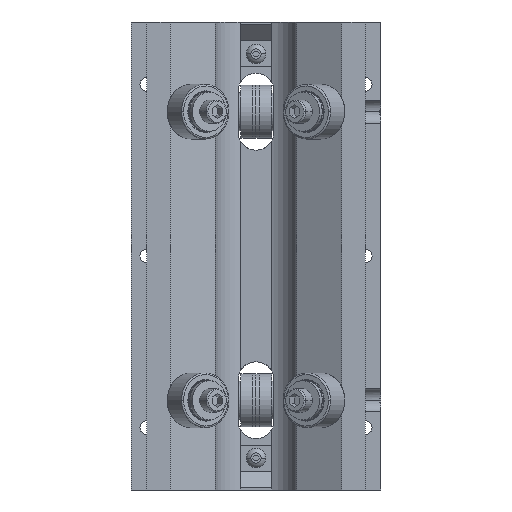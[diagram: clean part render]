
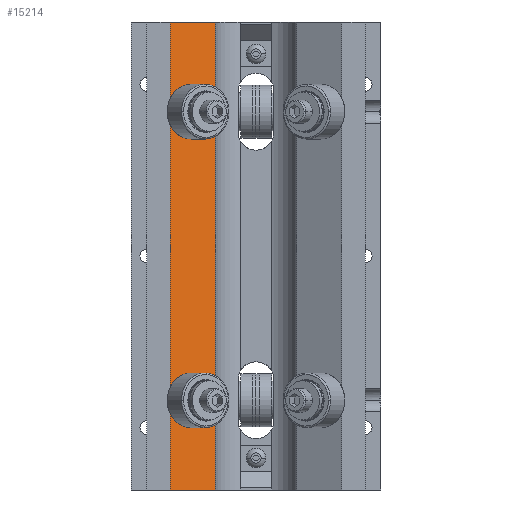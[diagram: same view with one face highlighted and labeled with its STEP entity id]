
A CAD part, front view. The second image highlights one B-rep face of the part: STEP entity #15214.
In plain terms, the highlighted planar face has unit normal (0.5, -0.866, 0).
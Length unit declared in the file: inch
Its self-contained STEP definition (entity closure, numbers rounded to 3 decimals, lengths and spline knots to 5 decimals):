
#305 = DIRECTION ( 'NONE',  ( 0.866, 0.5, 0. ) ) ;
#455 = CARTESIAN_POINT ( 'NONE',  ( -0.65333, -0.0468, -3.75 ) ) ;
#775 = DIRECTION ( 'NONE',  ( 0.866, 0.5, 0. ) ) ;
#910 = VERTEX_POINT ( 'NONE', #2262 ) ;
#1135 = ORIENTED_EDGE ( 'NONE', *, *, #21500, .T. ) ;
#1231 = DIRECTION ( 'NONE',  ( 0.866, 0.5, 0. ) ) ;
#1535 = VECTOR ( 'NONE', #1701, 39.37008 ) ;
#1701 = DIRECTION ( 'NONE',  ( 0., 0., 1. ) ) ;
#1903 = VERTEX_POINT ( 'NONE', #3137 ) ;
#1908 = VECTOR ( 'NONE', #3414, 39.37008 ) ;
#1937 = LINE ( 'NONE', #2047, #1535 ) ;
#2047 = CARTESIAN_POINT ( 'NONE',  ( -1.37593, -0.464, -3.75 ) ) ;
#2152 = DIRECTION ( 'NONE',  ( 0.866, 0.5, 0. ) ) ;
#2262 = CARTESIAN_POINT ( 'NONE',  ( -0.65333, -0.0468, 3.75 ) ) ;
#2396 = EDGE_CURVE ( 'NONE', #16698, #1903, #11762, .T. ) ;
#2622 = VECTOR ( 'NONE', #4868, 39.37008 ) ;
#2916 = ORIENTED_EDGE ( 'NONE', *, *, #8937, .T. ) ;
#2922 = CARTESIAN_POINT ( 'NONE',  ( -1.37593, -0.464, -3.75 ) ) ;
#2927 = ORIENTED_EDGE ( 'NONE', *, *, #14565, .T. ) ;
#3137 = CARTESIAN_POINT ( 'NONE',  ( -0.96124, -0.22458, 2.3125 ) ) ;
#3414 = DIRECTION ( 'NONE',  ( 0., 0., 1. ) ) ;
#3444 = ORIENTED_EDGE ( 'NONE', *, *, #11332, .F. ) ;
#3732 = CARTESIAN_POINT ( 'NONE',  ( -1.37593, -0.464, 3.75 ) ) ;
#4021 = VERTEX_POINT ( 'NONE', #455 ) ;
#4117 = ORIENTED_EDGE ( 'NONE', *, *, #9690, .F. ) ;
#4484 = CARTESIAN_POINT ( 'NONE',  ( -1.06971, -0.28721, 2.3125 ) ) ;
#4552 = FACE_OUTER_BOUND ( 'NONE', #4790, .T. ) ;
#4790 = EDGE_LOOP ( 'NONE', ( #4117, #3444, #23222, #2927 ) ) ;
#4868 = DIRECTION ( 'NONE',  ( 0.866, 0.5, 0. ) ) ;
#6199 = FACE_BOUND ( 'NONE', #11160, .T. ) ;
#6278 = LINE ( 'NONE', #22872, #2622 ) ;
#6328 = AXIS2_PLACEMENT_3D ( 'NONE', #12768, #14540, #305 ) ;
#7024 = CARTESIAN_POINT ( 'NONE',  ( -1.17818, -0.34983, 2.3125 ) ) ;
#7238 = AXIS2_PLACEMENT_3D ( 'NONE', #4484, #22481, #15247 ) ;
#7484 = AXIS2_PLACEMENT_3D ( 'NONE', #9806, #17004, #775 ) ;
#7857 = CIRCLE ( 'NONE', #6328, 0.12525 ) ;
#7888 = VERTEX_POINT ( 'NONE', #3732 ) ;
#7964 = AXIS2_PLACEMENT_3D ( 'NONE', #17450, #11894, #1231 ) ;
#8634 = EDGE_CURVE ( 'NONE', #14805, #23052, #7857, .T. ) ;
#8748 = LINE ( 'NONE', #21767, #1908 ) ;
#8937 = EDGE_CURVE ( 'NONE', #1903, #16698, #15427, .T. ) ;
#9560 = EDGE_CURVE ( 'NONE', #14816, #4021, #20156, .T. ) ;
#9690 = EDGE_CURVE ( 'NONE', #7888, #910, #6278, .T. ) ;
#9806 = CARTESIAN_POINT ( 'NONE',  ( -1.06971, -0.28721, 2.3125 ) ) ;
#11160 = EDGE_LOOP ( 'NONE', ( #2916, #22294 ) ) ;
#11332 = EDGE_CURVE ( 'NONE', #14816, #7888, #1937, .T. ) ;
#11335 = CARTESIAN_POINT ( 'NONE',  ( -1.06971, -0.28721, -2.3125 ) ) ;
#11611 = ORIENTED_EDGE ( 'NONE', *, *, #8634, .T. ) ;
#11762 = CIRCLE ( 'NONE', #7238, 0.12525 ) ;
#11894 = DIRECTION ( 'NONE',  ( 0.5, -0.866, 0. ) ) ;
#12768 = CARTESIAN_POINT ( 'NONE',  ( -1.06971, -0.28721, -2.3125 ) ) ;
#14540 = DIRECTION ( 'NONE',  ( -0.5, 0.866, 0. ) ) ;
#14565 = EDGE_CURVE ( 'NONE', #4021, #910, #8748, .T. ) ;
#14717 = VECTOR ( 'NONE', #2152, 39.37008 ) ;
#14805 = VERTEX_POINT ( 'NONE', #20793 ) ;
#14816 = VERTEX_POINT ( 'NONE', #2922 ) ;
#15214 = ADVANCED_FACE ( 'NONE', ( #19116, #6199, #4552 ), #17096, .T. ) ;
#15247 = DIRECTION ( 'NONE',  ( 0.866, 0.5, 0. ) ) ;
#15427 = CIRCLE ( 'NONE', #7484, 0.12525 ) ;
#16539 = DIRECTION ( 'NONE',  ( 0.866, 0.5, 0. ) ) ;
#16698 = VERTEX_POINT ( 'NONE', #7024 ) ;
#16832 = EDGE_LOOP ( 'NONE', ( #1135, #11611 ) ) ;
#16833 = CARTESIAN_POINT ( 'NONE',  ( -0.65333, -0.0468, -3.75 ) ) ;
#17004 = DIRECTION ( 'NONE',  ( -0.5, 0.866, 0. ) ) ;
#17096 = PLANE ( 'NONE',  #7964 ) ;
#17450 = CARTESIAN_POINT ( 'NONE',  ( -0.65333, -0.0468, -3.75 ) ) ;
#17651 = CIRCLE ( 'NONE', #21813, 0.12525 ) ;
#19116 = FACE_BOUND ( 'NONE', #16832, .T. ) ;
#20156 = LINE ( 'NONE', #16833, #14717 ) ;
#20793 = CARTESIAN_POINT ( 'NONE',  ( -1.17818, -0.34983, -2.3125 ) ) ;
#21500 = EDGE_CURVE ( 'NONE', #23052, #14805, #17651, .T. ) ;
#21767 = CARTESIAN_POINT ( 'NONE',  ( -0.65333, -0.0468, -3.75 ) ) ;
#21813 = AXIS2_PLACEMENT_3D ( 'NONE', #11335, #21984, #16539 ) ;
#21984 = DIRECTION ( 'NONE',  ( -0.5, 0.866, 0. ) ) ;
#22294 = ORIENTED_EDGE ( 'NONE', *, *, #2396, .T. ) ;
#22481 = DIRECTION ( 'NONE',  ( -0.5, 0.866, 0. ) ) ;
#22811 = CARTESIAN_POINT ( 'NONE',  ( -0.96124, -0.22458, -2.3125 ) ) ;
#22872 = CARTESIAN_POINT ( 'NONE',  ( -0.65333, -0.0468, 3.75 ) ) ;
#23052 = VERTEX_POINT ( 'NONE', #22811 ) ;
#23222 = ORIENTED_EDGE ( 'NONE', *, *, #9560, .T. ) ;
